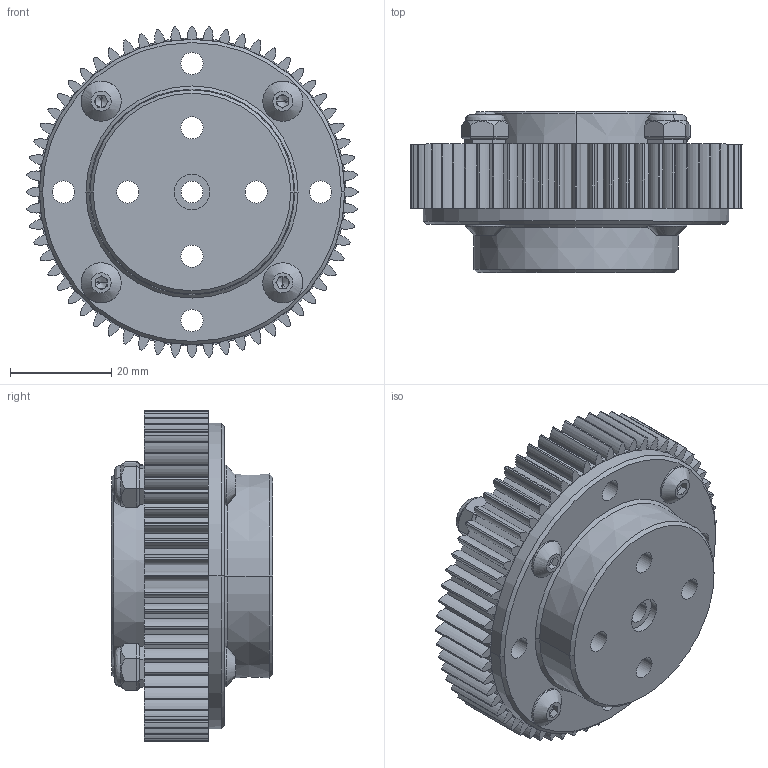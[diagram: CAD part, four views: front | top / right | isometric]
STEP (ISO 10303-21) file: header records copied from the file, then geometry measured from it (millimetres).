
FILE_DESCRIPTION (( 'STEP AP203' ), '1' );
FILE_NAME ('276-1810-SMALL.STEP', '2011-04-18T22:38:03', ( '' ), ( '' ), 'SwSTEP 2.0', 'SolidWorks 2010', '' );
FILE_SCHEMA (( 'CONFIG_CONTROL_DESIGN' ));
Length unit declared in the file: inch
Products named in the file (8): 276-1810-SMALL; ASM0001_ASM; 276-1810-006_ANY; 276-1810-009_ANY; 276-1810-007_ANY; NUT-832-NYLOCK_ANY; SCREW-832-0875_ANY; 276-1810-008_ANY
Assembly tree (13 placements, depth 3):
  276-1810-SMALL
    ASM0001_ASM
      276-1810-009_ANY
      NUT-832-NYLOCK_ANY  x4
      276-1810-008_ANY
      276-1810-006_ANY
      SCREW-832-0875_ANY  x4
      276-1810-007_ANY
Bounding box: 65.62 x 31.88 x 65.62 mm (x, y, z)
Volume: 34755.4 mm3; surface area: 45291.1 mm2
Topology: 12 solids, 12 shells, 1343 faces, 3689 edges, 2378 vertices
Faces by surface type: cylinder 784, plane 405, cone 84, bspline 70
Entity records: 40775 total; most frequent: CARTESIAN_POINT 8345, DIRECTION 7082, ORIENTED_EDGE 6564, EDGE_CURVE 3282, AXIS2_PLACEMENT_3D 2832, VERTEX_POINT 2159, CIRCLE 1698, VECTOR 1418
